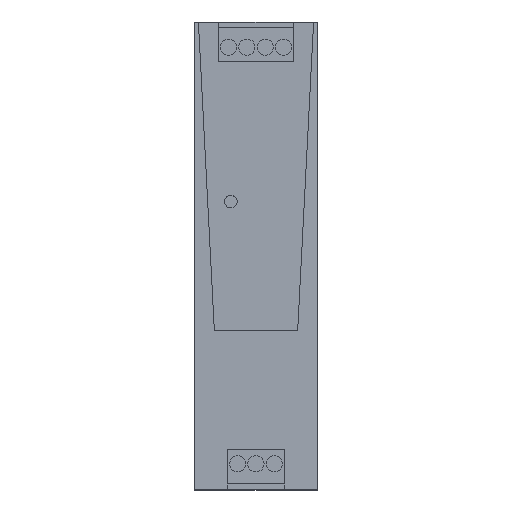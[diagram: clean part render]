
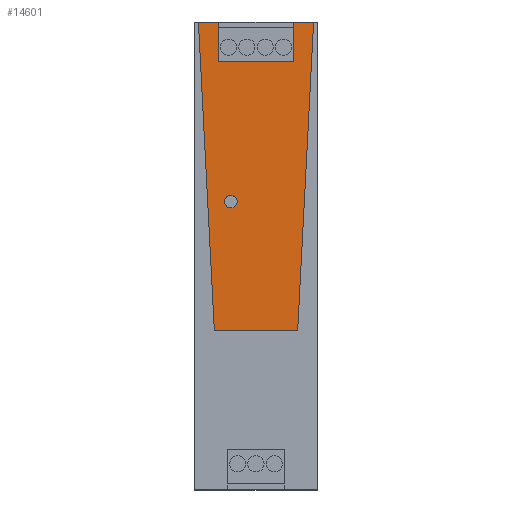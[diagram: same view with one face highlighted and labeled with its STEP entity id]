
A CAD part, top view. The second image highlights one B-rep face of the part: STEP entity #14601.
In plain terms, the highlighted planar face has unit normal (0, 0, 1).
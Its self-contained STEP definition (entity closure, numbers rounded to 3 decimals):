
#14483=AXIS2_PLACEMENT_3D('Circle Axis2P3D',#14481,#14482,$) ;
#14515=AXIS2_PLACEMENT_3D('Circle Axis2P3D',#14513,#14514,$) ;
#14529=AXIS2_PLACEMENT_3D('Plane Axis2P3D',#14526,#14527,#14528) ;
#14478=CARTESIAN_POINT('Vertex',(8.25,80.,158.6)) ;
#14481=CARTESIAN_POINT('Axis2P3D Location',(10.,80.,158.6)) ;
#14485=CARTESIAN_POINT('Vertex',(11.75,80.,158.6)) ;
#14513=CARTESIAN_POINT('Axis2P3D Location',(10.,80.,158.6)) ;
#14526=CARTESIAN_POINT('Axis2P3D Location',(0.,0.,158.6)) ;
#14531=CARTESIAN_POINT('Line Origine',(3.187,87.05,158.6)) ;
#14535=CARTESIAN_POINT('Vertex',(0.974,130.,158.6)) ;
#14537=CARTESIAN_POINT('Vertex',(5.4,44.1,158.6)) ;
#14540=CARTESIAN_POINT('Line Origine',(17.,44.1,158.6)) ;
#14544=CARTESIAN_POINT('Vertex',(28.6,44.1,158.6)) ;
#14547=CARTESIAN_POINT('Line Origine',(30.813,87.05,158.6)) ;
#14551=CARTESIAN_POINT('Vertex',(33.026,130.,158.6)) ;
#14554=CARTESIAN_POINT('Line Origine',(30.263,130.,158.6)) ;
#14558=CARTESIAN_POINT('Vertex',(27.5,130.,158.6)) ;
#14561=CARTESIAN_POINT('Line Origine',(27.5,124.5,158.6)) ;
#14565=CARTESIAN_POINT('Vertex',(27.5,119.,158.6)) ;
#14568=CARTESIAN_POINT('Line Origine',(17.,119.,158.6)) ;
#14572=CARTESIAN_POINT('Vertex',(6.5,119.,158.6)) ;
#14575=CARTESIAN_POINT('Line Origine',(6.5,124.5,158.6)) ;
#14579=CARTESIAN_POINT('Vertex',(6.5,130.,158.6)) ;
#14582=CARTESIAN_POINT('Line Origine',(3.737,130.,158.6)) ;
#14482=DIRECTION('Axis2P3D Direction',(0.,0.,1.)) ;
#14514=DIRECTION('Axis2P3D Direction',(0.,0.,1.)) ;
#14527=DIRECTION('Axis2P3D Direction',(0.,0.,1.)) ;
#14528=DIRECTION('Axis2P3D XDirection',(1.,0.,0.)) ;
#14532=DIRECTION('Vector Direction',(-0.051,0.999,0.)) ;
#14541=DIRECTION('Vector Direction',(1.,0.,0.)) ;
#14548=DIRECTION('Vector Direction',(-0.051,-0.999,0.)) ;
#14555=DIRECTION('Vector Direction',(1.,0.,0.)) ;
#14562=DIRECTION('Vector Direction',(0.,1.,0.)) ;
#14569=DIRECTION('Vector Direction',(-1.,0.,0.)) ;
#14576=DIRECTION('Vector Direction',(0.,-1.,0.)) ;
#14583=DIRECTION('Vector Direction',(-1.,0.,0.)) ;
#14533=VECTOR('Line Direction',#14532,1.) ;
#14542=VECTOR('Line Direction',#14541,1.) ;
#14549=VECTOR('Line Direction',#14548,1.) ;
#14556=VECTOR('Line Direction',#14555,1.) ;
#14563=VECTOR('Line Direction',#14562,1.) ;
#14570=VECTOR('Line Direction',#14569,1.) ;
#14577=VECTOR('Line Direction',#14576,1.) ;
#14584=VECTOR('Line Direction',#14583,1.) ;
#14588=ORIENTED_EDGE('',*,*,#14539,.T.) ;
#14589=ORIENTED_EDGE('',*,*,#14546,.T.) ;
#14590=ORIENTED_EDGE('',*,*,#14553,.T.) ;
#14591=ORIENTED_EDGE('',*,*,#14560,.T.) ;
#14592=ORIENTED_EDGE('',*,*,#14567,.T.) ;
#14593=ORIENTED_EDGE('',*,*,#14574,.T.) ;
#14594=ORIENTED_EDGE('',*,*,#14581,.T.) ;
#14595=ORIENTED_EDGE('',*,*,#14586,.T.) ;
#14598=ORIENTED_EDGE('',*,*,#14517,.F.) ;
#14599=ORIENTED_EDGE('',*,*,#14487,.F.) ;
#14600=FACE_BOUND('',#14597,.T.) ;
#14601=ADVANCED_FACE('AUFDRUCK_ORANGE',(#14596,#14600),#14530,.T.) ;
#14484=CIRCLE('generated circle',#14483,1.75) ;
#14516=CIRCLE('generated circle',#14515,1.75) ;
#14487=EDGE_CURVE('',#14479,#14486,#14484,.T.) ;
#14517=EDGE_CURVE('',#14486,#14479,#14516,.T.) ;
#14539=EDGE_CURVE('',#14536,#14538,#14534,.F.) ;
#14546=EDGE_CURVE('',#14538,#14545,#14543,.T.) ;
#14553=EDGE_CURVE('',#14545,#14552,#14550,.F.) ;
#14560=EDGE_CURVE('',#14552,#14559,#14557,.F.) ;
#14567=EDGE_CURVE('',#14559,#14566,#14564,.F.) ;
#14574=EDGE_CURVE('',#14566,#14573,#14571,.T.) ;
#14581=EDGE_CURVE('',#14573,#14580,#14578,.F.) ;
#14586=EDGE_CURVE('',#14580,#14536,#14585,.T.) ;
#14587=EDGE_LOOP('',(#14588,#14589,#14590,#14591,#14592,#14593,#14594,#14595)) ;
#14597=EDGE_LOOP('',(#14598,#14599)) ;
#14596=FACE_OUTER_BOUND('',#14587,.T.) ;
#14534=LINE('Line',#14531,#14533) ;
#14543=LINE('Line',#14540,#14542) ;
#14550=LINE('Line',#14547,#14549) ;
#14557=LINE('Line',#14554,#14556) ;
#14564=LINE('Line',#14561,#14563) ;
#14571=LINE('Line',#14568,#14570) ;
#14578=LINE('Line',#14575,#14577) ;
#14585=LINE('Line',#14582,#14584) ;
#14530=PLANE('',#14529) ;
#14479=VERTEX_POINT('',#14478) ;
#14486=VERTEX_POINT('',#14485) ;
#14536=VERTEX_POINT('',#14535) ;
#14538=VERTEX_POINT('',#14537) ;
#14545=VERTEX_POINT('',#14544) ;
#14552=VERTEX_POINT('',#14551) ;
#14559=VERTEX_POINT('',#14558) ;
#14566=VERTEX_POINT('',#14565) ;
#14573=VERTEX_POINT('',#14572) ;
#14580=VERTEX_POINT('',#14579) ;
